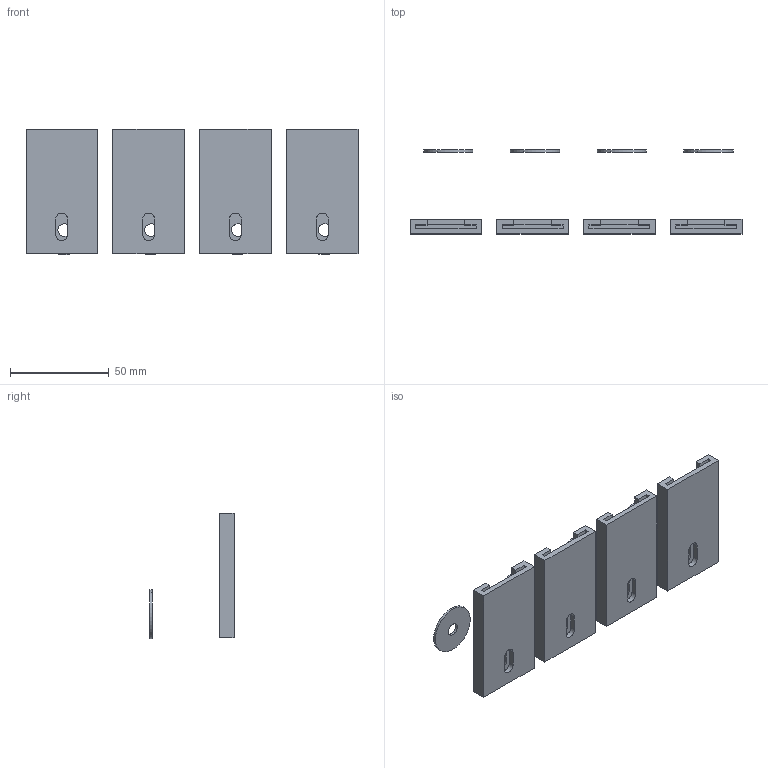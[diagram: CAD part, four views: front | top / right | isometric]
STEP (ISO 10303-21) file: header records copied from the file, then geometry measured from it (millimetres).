
FILE_DESCRIPTION (( 'STEP AP214' ), '1' );
FILE_NAME ('7405798_e.STEP', '2023-01-17T08:52:25', ( '' ), ( '' ), 'SwSTEP 2.0', 'SolidWorks 2022', '' );
FILE_SCHEMA (( 'AUTOMOTIVE_DESIGN' ));
Length unit declared in the file: millimetre
Products named in the file (3): 181613_Standard; 045839_M6_6,4x25x1,25; 7405798_e
Assembly tree (8 placements, depth 2):
  7405798_e
    181613_Standard  x4
    045839_M6_6,4x25x1,25  x4
Bounding box: 168.3 x 42.62 x 63.61 mm (x, y, z)
Volume: 46829.9 mm3; surface area: 39763.6 mm2
Topology: 8 solids, 8 shells, 120 faces, 312 edges, 208 vertices
Faces by surface type: plane 88, cylinder 32
Entity records: 1088 total; most frequent: DIRECTION 176, CARTESIAN_POINT 171, ORIENTED_EDGE 156, EDGE_CURVE 78, LINE 62, VECTOR 62, AXIS2_PLACEMENT_3D 57, VERTEX_POINT 52
